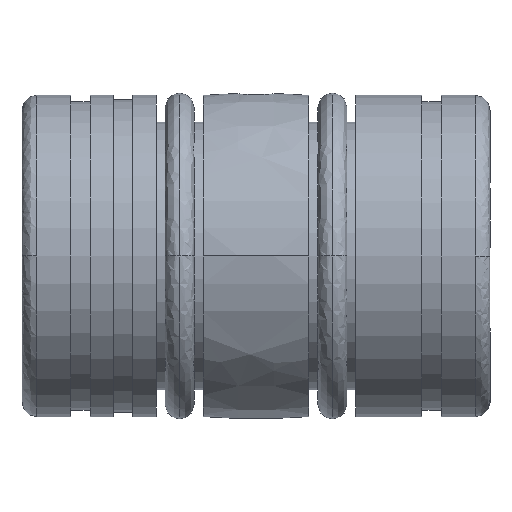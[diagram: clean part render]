
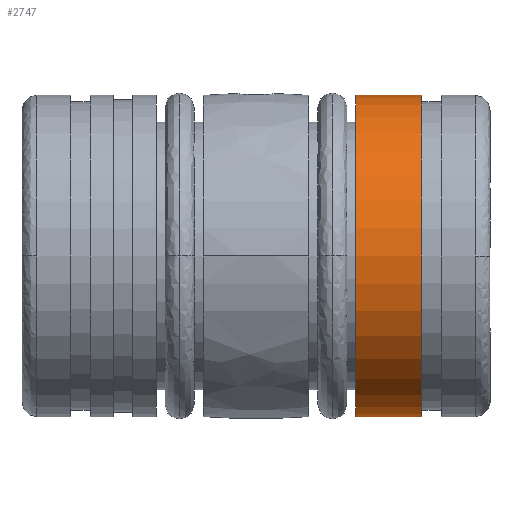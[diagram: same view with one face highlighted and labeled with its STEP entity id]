
A CAD part, left-side view. The second image highlights one B-rep face of the part: STEP entity #2747.
In plain terms, the highlighted cylindrical face has radius 10.865 mm (diameter 21.73 mm), a partial arc.
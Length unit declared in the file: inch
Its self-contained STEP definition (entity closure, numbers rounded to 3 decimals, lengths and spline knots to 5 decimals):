
#310 = AXIS2_PLACEMENT_3D ( 'NONE', #1129, #2468, #2226 ) ;
#405 = CARTESIAN_POINT ( 'NONE',  ( 0., 0., -0.42776 ) ) ;
#466 = CARTESIAN_POINT ( 'NONE',  ( 0., -0.26594, 0.42776 ) ) ;
#617 = CARTESIAN_POINT ( 'NONE',  ( 0., -0.26594, -0.42776 ) ) ;
#625 = LINE ( 'NONE', #3705, #1173 ) ;
#963 = CYLINDRICAL_SURFACE ( 'NONE', #310, 0.42776 ) ;
#1052 = EDGE_LOOP ( 'NONE', ( #7258, #6217, #2624, #6809 ) ) ;
#1129 = CARTESIAN_POINT ( 'NONE',  ( 0., 0., 0. ) ) ;
#1173 = VECTOR ( 'NONE', #6223, 39.37008 ) ;
#1783 = VECTOR ( 'NONE', #6931, 39.37008 ) ;
#2061 = EDGE_CURVE ( 'NONE', #7128, #5131, #625, .T. ) ;
#2226 = DIRECTION ( 'NONE',  ( 0., 0., -1. ) ) ;
#2360 = EDGE_CURVE ( 'NONE', #7128, #4771, #5366, .T. ) ;
#2404 = CIRCLE ( 'NONE', #7159, 0.42776 ) ;
#2409 = CARTESIAN_POINT ( 'NONE',  ( 0., -0.44154, 0. ) ) ;
#2468 = DIRECTION ( 'NONE',  ( 0., -1., 0. ) ) ;
#2622 = DIRECTION ( 'NONE',  ( 0., -1., 0. ) ) ;
#2624 = ORIENTED_EDGE ( 'NONE', *, *, #4017, .T. ) ;
#2747 = ADVANCED_FACE ( 'NONE', ( #4337 ), #963, .T. ) ;
#3090 = CARTESIAN_POINT ( 'NONE',  ( 0., -0.44154, 0.42776 ) ) ;
#3163 = VERTEX_POINT ( 'NONE', #6768 ) ;
#3705 = CARTESIAN_POINT ( 'NONE',  ( 0., 0., 0.42776 ) ) ;
#4017 = EDGE_CURVE ( 'NONE', #4771, #3163, #6800, .T. ) ;
#4337 = FACE_OUTER_BOUND ( 'NONE', #1052, .T. ) ;
#4444 = AXIS2_PLACEMENT_3D ( 'NONE', #6270, #2622, #5642 ) ;
#4771 = VERTEX_POINT ( 'NONE', #617 ) ;
#4784 = DIRECTION ( 'NONE',  ( 0., 1., 0. ) ) ;
#4938 = EDGE_CURVE ( 'NONE', #3163, #5131, #2404, .T. ) ;
#5131 = VERTEX_POINT ( 'NONE', #3090 ) ;
#5366 = CIRCLE ( 'NONE', #4444, 0.42776 ) ;
#5642 = DIRECTION ( 'NONE',  ( 0., 0., -1. ) ) ;
#6217 = ORIENTED_EDGE ( 'NONE', *, *, #2360, .T. ) ;
#6223 = DIRECTION ( 'NONE',  ( 0., -1., 0. ) ) ;
#6270 = CARTESIAN_POINT ( 'NONE',  ( 0., -0.26594, 0. ) ) ;
#6768 = CARTESIAN_POINT ( 'NONE',  ( 0., -0.44154, -0.42776 ) ) ;
#6800 = LINE ( 'NONE', #405, #1783 ) ;
#6809 = ORIENTED_EDGE ( 'NONE', *, *, #4938, .T. ) ;
#6931 = DIRECTION ( 'NONE',  ( 0., -1., 0. ) ) ;
#7128 = VERTEX_POINT ( 'NONE', #466 ) ;
#7159 = AXIS2_PLACEMENT_3D ( 'NONE', #2409, #4784, #7169 ) ;
#7169 = DIRECTION ( 'NONE',  ( 0., 0., -1. ) ) ;
#7258 = ORIENTED_EDGE ( 'NONE', *, *, #2061, .F. ) ;
